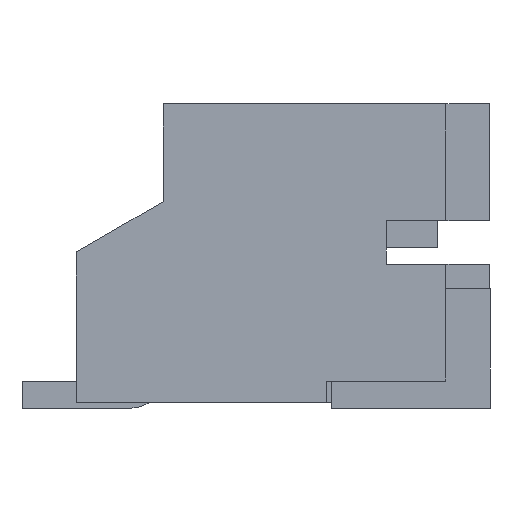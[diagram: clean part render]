
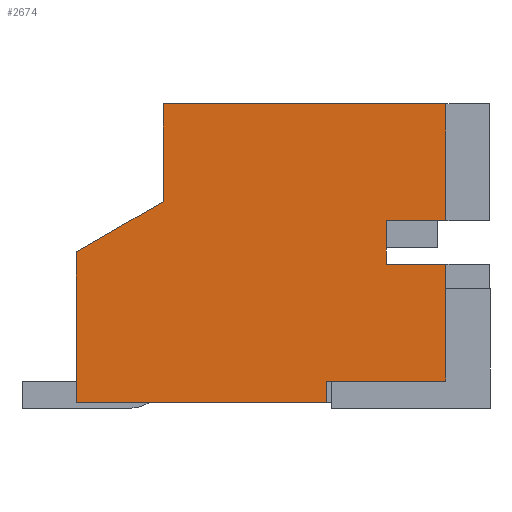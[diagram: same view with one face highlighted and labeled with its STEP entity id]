
A CAD part, left-side view. The second image highlights one B-rep face of the part: STEP entity #2674.
In plain terms, the highlighted planar face has unit normal (-1, 0, 0).
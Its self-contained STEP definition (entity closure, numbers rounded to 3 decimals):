
#259=FACE_OUTER_BOUND('',#401,.T.);
#401=EDGE_LOOP('',(#2130,#2131,#2132,#2133,#2134,#2135,#2136,#2137,#2138,
#2139,#2140,#2141));
#614=LINE('',#3870,#952);
#643=LINE('',#3926,#981);
#669=LINE('',#3984,#1007);
#671=LINE('',#3988,#1009);
#673=LINE('',#3992,#1011);
#690=LINE('',#4026,#1028);
#691=LINE('',#4028,#1029);
#692=LINE('',#4029,#1030);
#693=LINE('',#4030,#1031);
#694=LINE('',#4032,#1032);
#695=LINE('',#4034,#1033);
#696=LINE('',#4035,#1034);
#952=VECTOR('',#3141,1000.);
#981=VECTOR('',#3180,1000.);
#1007=VECTOR('',#3224,1000.);
#1009=VECTOR('',#3228,1000.);
#1011=VECTOR('',#3232,1000.);
#1028=VECTOR('',#3261,1000.);
#1029=VECTOR('',#3262,1000.);
#1030=VECTOR('',#3263,1000.);
#1031=VECTOR('',#3264,1000.);
#1032=VECTOR('',#3265,1000.);
#1033=VECTOR('',#3266,1000.);
#1034=VECTOR('',#3267,1000.);
#1252=VERTEX_POINT('',#3867);
#1253=VERTEX_POINT('',#3869);
#1275=VERTEX_POINT('',#3924);
#1297=VERTEX_POINT('',#3981);
#1298=VERTEX_POINT('',#3983);
#1299=VERTEX_POINT('',#3987);
#1300=VERTEX_POINT('',#3991);
#1310=VERTEX_POINT('',#4024);
#1311=VERTEX_POINT('',#4025);
#1312=VERTEX_POINT('',#4027);
#1313=VERTEX_POINT('',#4031);
#1314=VERTEX_POINT('',#4033);
#1534=EDGE_CURVE('',#1252,#1253,#614,.T.);
#1563=EDGE_CURVE('',#1252,#1275,#643,.T.);
#1589=EDGE_CURVE('',#1298,#1297,#669,.T.);
#1591=EDGE_CURVE('',#1299,#1298,#671,.T.);
#1593=EDGE_CURVE('',#1300,#1299,#673,.T.);
#1610=EDGE_CURVE('',#1310,#1311,#690,.T.);
#1611=EDGE_CURVE('',#1311,#1312,#691,.T.);
#1612=EDGE_CURVE('',#1312,#1300,#692,.T.);
#1613=EDGE_CURVE('',#1297,#1253,#693,.T.);
#1614=EDGE_CURVE('',#1275,#1313,#694,.T.);
#1615=EDGE_CURVE('',#1313,#1314,#695,.T.);
#1616=EDGE_CURVE('',#1314,#1310,#696,.T.);
#2130=ORIENTED_EDGE('',*,*,#1610,.T.);
#2131=ORIENTED_EDGE('',*,*,#1611,.T.);
#2132=ORIENTED_EDGE('',*,*,#1612,.T.);
#2133=ORIENTED_EDGE('',*,*,#1593,.T.);
#2134=ORIENTED_EDGE('',*,*,#1591,.T.);
#2135=ORIENTED_EDGE('',*,*,#1589,.T.);
#2136=ORIENTED_EDGE('',*,*,#1613,.T.);
#2137=ORIENTED_EDGE('',*,*,#1534,.F.);
#2138=ORIENTED_EDGE('',*,*,#1563,.T.);
#2139=ORIENTED_EDGE('',*,*,#1614,.T.);
#2140=ORIENTED_EDGE('',*,*,#1615,.T.);
#2141=ORIENTED_EDGE('',*,*,#1616,.T.);
#2557=PLANE('',#2820);
#2674=ADVANCED_FACE('',(#259),#2557,.F.);
#2820=AXIS2_PLACEMENT_3D('',#4023,#3259,#3260);
#3141=DIRECTION('',(0.,-1.,0.));
#3180=DIRECTION('',(0.,0.,-1.));
#3224=DIRECTION('',(0.,-1.,0.));
#3228=DIRECTION('',(0.,0.,1.));
#3232=DIRECTION('',(0.,1.,0.));
#3259=DIRECTION('center_axis',(1.,0.,0.));
#3260=DIRECTION('ref_axis',(0.,1.,0.));
#3261=DIRECTION('',(0.,0.,1.));
#3262=DIRECTION('',(0.,-1.,0.));
#3263=DIRECTION('',(0.,0.,1.));
#3264=DIRECTION('',(0.,0.,1.));
#3265=DIRECTION('',(0.,0.866,-0.5));
#3266=DIRECTION('',(0.,0.,-1.));
#3267=DIRECTION('',(0.,-1.,0.));
#3867=CARTESIAN_POINT('',(-6.95,3.,5.6));
#3869=CARTESIAN_POINT('',(-6.95,-2.2,5.6));
#3870=CARTESIAN_POINT('',(-6.95,-3.,5.6));
#3924=CARTESIAN_POINT('',(-6.95,3.,3.8));
#3926=CARTESIAN_POINT('',(-6.95,3.,3.8));
#3981=CARTESIAN_POINT('',(-6.95,-2.2,3.45));
#3983=CARTESIAN_POINT('',(-6.95,-1.1,3.45));
#3984=CARTESIAN_POINT('',(-6.95,-3.,3.45));
#3987=CARTESIAN_POINT('',(-6.95,-1.1,2.65));
#3988=CARTESIAN_POINT('',(-6.95,-1.1,2.65));
#3991=CARTESIAN_POINT('',(-6.95,-2.2,2.65));
#3992=CARTESIAN_POINT('',(-6.95,-3.,2.65));
#4023=CARTESIAN_POINT('Origin',(-6.95,-3.,5.6));
#4024=CARTESIAN_POINT('',(-6.95,0.,0.1));
#4025=CARTESIAN_POINT('',(-6.95,0.,0.5));
#4026=CARTESIAN_POINT('',(-6.95,0.,0.1));
#4027=CARTESIAN_POINT('',(-6.95,-2.2,0.5));
#4028=CARTESIAN_POINT('',(-6.95,-3.,0.5));
#4029=CARTESIAN_POINT('',(-6.95,-2.2,0.1));
#4030=CARTESIAN_POINT('',(-6.95,-2.2,0.1));
#4031=CARTESIAN_POINT('',(-6.95,4.6,2.876));
#4032=CARTESIAN_POINT('',(-6.95,4.6,2.876));
#4033=CARTESIAN_POINT('',(-6.95,4.6,0.1));
#4034=CARTESIAN_POINT('',(-6.95,4.6,5.6));
#4035=CARTESIAN_POINT('',(-6.95,-3.,0.1));
